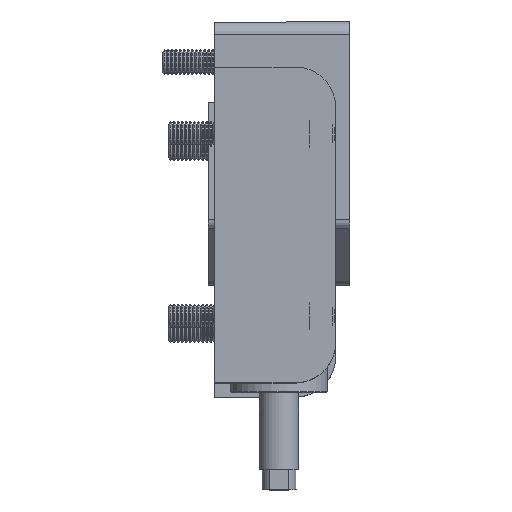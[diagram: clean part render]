
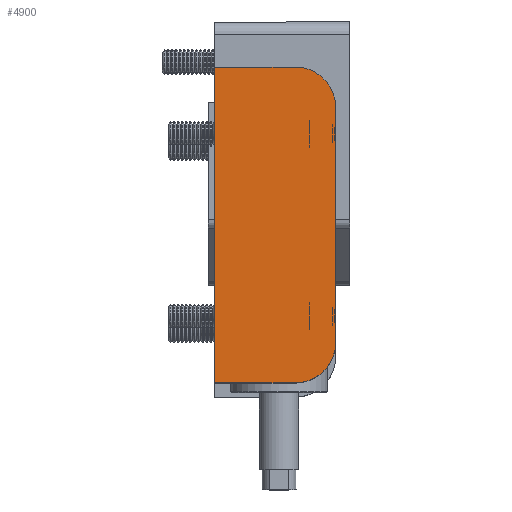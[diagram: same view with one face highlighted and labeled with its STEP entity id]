
A CAD part, top view. The second image highlights one B-rep face of the part: STEP entity #4900.
In plain terms, the highlighted planar face has unit normal (0, 0, 1).
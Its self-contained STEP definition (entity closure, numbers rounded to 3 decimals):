
#288 = DIRECTION ( 'NONE',  ( 0., 0., 1. ) ) ;
#655 = AXIS2_PLACEMENT_3D ( 'NONE', #7302, #288, #8978 ) ;
#956 = AXIS2_PLACEMENT_3D ( 'NONE', #1430, #7772, #4523 ) ;
#1147 = ORIENTED_EDGE ( 'NONE', *, *, #6780, .T. ) ;
#1327 = FACE_OUTER_BOUND ( 'NONE', #2068, .T. ) ;
#1421 = CARTESIAN_POINT ( 'NONE',  ( -29., 5., 35. ) ) ;
#1425 = EDGE_CURVE ( 'NONE', #10171, #8167, #8495, .T. ) ;
#1430 = CARTESIAN_POINT ( 'NONE',  ( 0., 0., 35. ) ) ;
#1660 = VECTOR ( 'NONE', #6994, 1000. ) ;
#1693 = LINE ( 'NONE', #4037, #9064 ) ;
#2035 = VERTEX_POINT ( 'NONE', #8584 ) ;
#2068 = EDGE_LOOP ( 'NONE', ( #8634, #1147, #7444, #3097, #2313, #4187 ) ) ;
#2078 = VECTOR ( 'NONE', #5994, 1000. ) ;
#2313 = ORIENTED_EDGE ( 'NONE', *, *, #6341, .T. ) ;
#3097 = ORIENTED_EDGE ( 'NONE', *, *, #5009, .T. ) ;
#3718 = CARTESIAN_POINT ( 'NONE',  ( -29., 15., 35. ) ) ;
#3828 = CARTESIAN_POINT ( 'NONE',  ( 39., -15., 35. ) ) ;
#4037 = CARTESIAN_POINT ( 'NONE',  ( -39., -15., 35. ) ) ;
#4101 = CARTESIAN_POINT ( 'NONE',  ( -39., -15., 35. ) ) ;
#4187 = ORIENTED_EDGE ( 'NONE', *, *, #6515, .T. ) ;
#4523 = DIRECTION ( 'NONE',  ( -1., 0., 0. ) ) ;
#4656 = AXIS2_PLACEMENT_3D ( 'NONE', #1421, #6982, #10169 ) ;
#4692 = VERTEX_POINT ( 'NONE', #4101 ) ;
#4886 = CARTESIAN_POINT ( 'NONE',  ( -39., -15., 35. ) ) ;
#4900 = ADVANCED_FACE ( 'NONE', ( #1327 ), #9965, .F. ) ;
#4998 = EDGE_CURVE ( 'NONE', #9923, #4692, #1693, .T. ) ;
#5009 = EDGE_CURVE ( 'NONE', #4692, #2035, #6325, .T. ) ;
#5994 = DIRECTION ( 'NONE',  ( -1., 0., 0. ) ) ;
#6224 = DIRECTION ( 'NONE',  ( 0., -1., 0. ) ) ;
#6325 = LINE ( 'NONE', #4886, #9644 ) ;
#6341 = EDGE_CURVE ( 'NONE', #2035, #8116, #7775, .T. ) ;
#6515 = EDGE_CURVE ( 'NONE', #8116, #10171, #9317, .T. ) ;
#6780 = EDGE_CURVE ( 'NONE', #8167, #9923, #8822, .T. ) ;
#6927 = CARTESIAN_POINT ( 'NONE',  ( 39., 5., 35. ) ) ;
#6982 = DIRECTION ( 'NONE',  ( 0., 0., 1. ) ) ;
#6994 = DIRECTION ( 'NONE',  ( 0., 1., 0. ) ) ;
#7302 = CARTESIAN_POINT ( 'NONE',  ( 29., 5., 35. ) ) ;
#7444 = ORIENTED_EDGE ( 'NONE', *, *, #4998, .T. ) ;
#7772 = DIRECTION ( 'NONE',  ( 0., 0., -1. ) ) ;
#7775 = LINE ( 'NONE', #3828, #1660 ) ;
#8116 = VERTEX_POINT ( 'NONE', #6927 ) ;
#8167 = VERTEX_POINT ( 'NONE', #3718 ) ;
#8395 = CARTESIAN_POINT ( 'NONE',  ( -39., 15., 35. ) ) ;
#8495 = LINE ( 'NONE', #8395, #2078 ) ;
#8584 = CARTESIAN_POINT ( 'NONE',  ( 39., -15., 35. ) ) ;
#8634 = ORIENTED_EDGE ( 'NONE', *, *, #1425, .T. ) ;
#8822 = CIRCLE ( 'NONE', #4656, 10. ) ;
#8844 = CARTESIAN_POINT ( 'NONE',  ( -39., 5., 35. ) ) ;
#8978 = DIRECTION ( 'NONE',  ( -1., 0., 0. ) ) ;
#9064 = VECTOR ( 'NONE', #6224, 1000. ) ;
#9317 = CIRCLE ( 'NONE', #655, 10. ) ;
#9495 = DIRECTION ( 'NONE',  ( 1., 0., 0. ) ) ;
#9644 = VECTOR ( 'NONE', #9495, 1000. ) ;
#9759 = CARTESIAN_POINT ( 'NONE',  ( 29., 15., 35. ) ) ;
#9923 = VERTEX_POINT ( 'NONE', #8844 ) ;
#9965 = PLANE ( 'NONE',  #956 ) ;
#10169 = DIRECTION ( 'NONE',  ( -1., 0., 0. ) ) ;
#10171 = VERTEX_POINT ( 'NONE', #9759 ) ;
